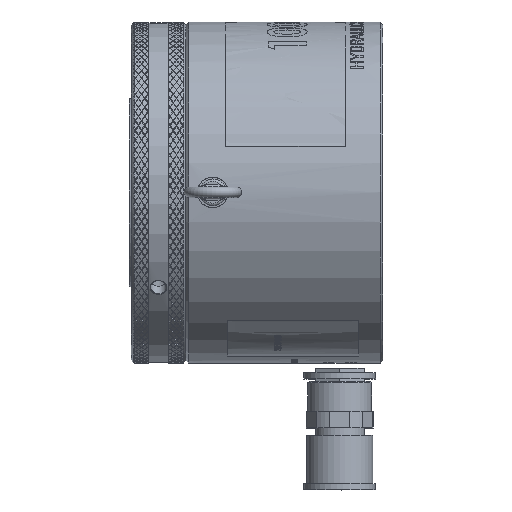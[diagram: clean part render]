
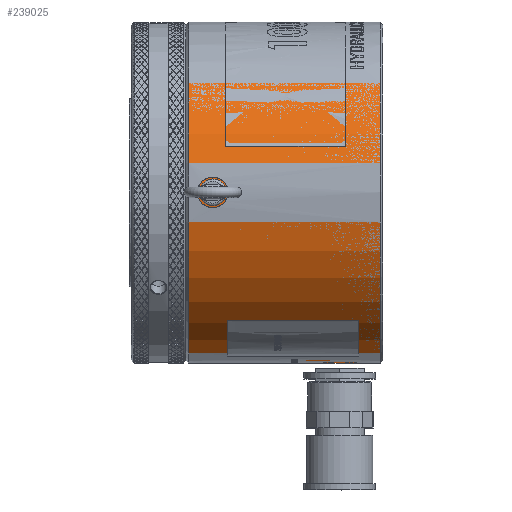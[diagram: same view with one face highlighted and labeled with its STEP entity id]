
A CAD part, top view. The second image highlights one B-rep face of the part: STEP entity #239025.
In plain terms, the highlighted cylindrical face has radius 88.9 mm (diameter 177.8 mm), a full revolution.
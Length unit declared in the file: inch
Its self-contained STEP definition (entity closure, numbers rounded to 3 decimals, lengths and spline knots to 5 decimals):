
#5791 = DIRECTION ( 'NONE',  ( 0., 0., -1. ) ) ;
#23579 = AXIS2_PLACEMENT_3D ( 'NONE', #155893, #173906, #230298 ) ;
#35961 = EDGE_CURVE ( 'NONE', #77002, #77002, #113639, .T. ) ;
#62769 = AXIS2_PLACEMENT_3D ( 'NONE', #84060, #126285, #5791 ) ;
#77002 = VERTEX_POINT ( 'NONE', #170606 ) ;
#79764 = FACE_OUTER_BOUND ( 'NONE', #177071, .T. ) ;
#84060 = CARTESIAN_POINT ( 'NONE',  ( -0.06, 0., 0. ) ) ;
#100288 = DIRECTION ( 'NONE',  ( 0., 0., -1. ) ) ;
#106801 = AXIS2_PLACEMENT_3D ( 'NONE', #133668, #155361, #100288 ) ;
#113639 = CIRCLE ( 'NONE', #23579, 3.5 ) ;
#115684 = FACE_OUTER_BOUND ( 'NONE', #253213, .T. ) ;
#126285 = DIRECTION ( 'NONE',  ( 1., 0., 0. ) ) ;
#130921 = EDGE_CURVE ( 'NONE', #251353, #251353, #148569, .T. ) ;
#133668 = CARTESIAN_POINT ( 'NONE',  ( -3.981, 0., 0. ) ) ;
#134277 = ORIENTED_EDGE ( 'NONE', *, *, #35961, .T. ) ;
#148569 = CIRCLE ( 'NONE', #62769, 3.5 ) ;
#155361 = DIRECTION ( 'NONE',  ( 1., 0., 0. ) ) ;
#155893 = CARTESIAN_POINT ( 'NONE',  ( -3.981, 0., 0. ) ) ;
#170606 = CARTESIAN_POINT ( 'NONE',  ( -3.981, 0., -3.5 ) ) ;
#173906 = DIRECTION ( 'NONE',  ( 1., 0., 0. ) ) ;
#174624 = CYLINDRICAL_SURFACE ( 'NONE', #106801, 3.5 ) ;
#177071 = EDGE_LOOP ( 'NONE', ( #194837 ) ) ;
#194837 = ORIENTED_EDGE ( 'NONE', *, *, #130921, .F. ) ;
#229545 = CARTESIAN_POINT ( 'NONE',  ( -0.06, 0., -3.5 ) ) ;
#230298 = DIRECTION ( 'NONE',  ( 0., 0., -1. ) ) ;
#239025 = ADVANCED_FACE ( 'NONE', ( #115684, #79764 ), #174624, .T. ) ;
#251353 = VERTEX_POINT ( 'NONE', #229545 ) ;
#253213 = EDGE_LOOP ( 'NONE', ( #134277 ) ) ;
